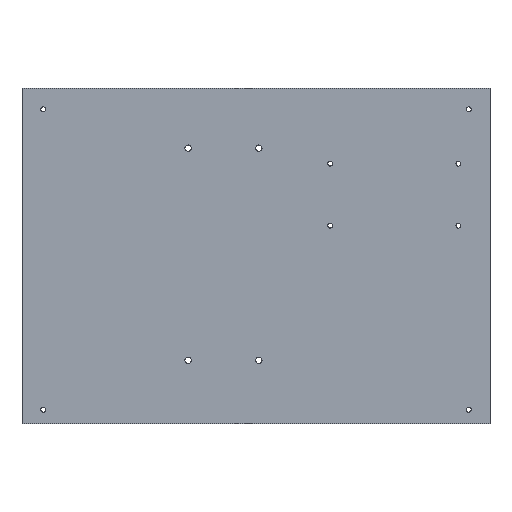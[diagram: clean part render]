
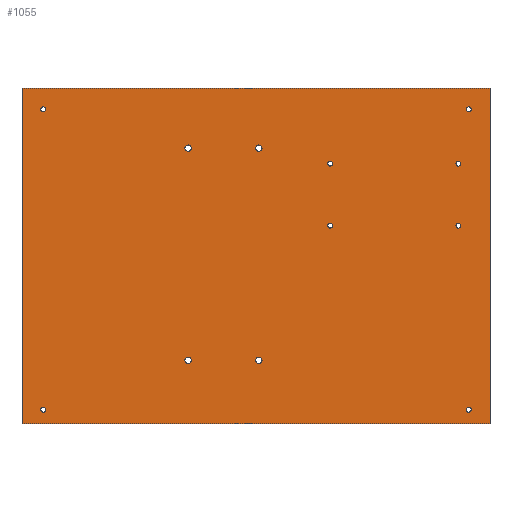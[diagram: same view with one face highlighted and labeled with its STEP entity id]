
A CAD part, top view. The second image highlights one B-rep face of the part: STEP entity #1055.
In plain terms, the highlighted planar face has unit normal (0, 0, 1).
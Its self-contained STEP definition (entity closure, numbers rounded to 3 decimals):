
#121=CARTESIAN_POINT('',(54.161,65.258,12.5));
#122=VERTEX_POINT('',#121);
#123=CARTESIAN_POINT('',(52.461,65.258,12.5));
#124=DIRECTION('',(0.0,0.0,-1.0));
#125=DIRECTION('',(-1.0,0.0,0.0));
#126=AXIS2_PLACEMENT_3D('',#123,#124,#125);
#127=CIRCLE('',#126,1.7);
#128=EDGE_CURVE('',#122,#122,#127,.T.);
#189=CARTESIAN_POINT('',(144.839,65.258,12.5));
#190=VERTEX_POINT('',#189);
#191=CARTESIAN_POINT('',(143.139,65.258,12.5));
#192=DIRECTION('',(0.0,0.0,-1.0));
#193=DIRECTION('',(-1.0,0.0,0.0));
#194=AXIS2_PLACEMENT_3D('',#191,#192,#193);
#195=CIRCLE('',#194,1.7);
#196=EDGE_CURVE('',#190,#190,#195,.T.);
#257=CARTESIAN_POINT('',(144.839,21.443,12.5));
#258=VERTEX_POINT('',#257);
#259=CARTESIAN_POINT('',(143.139,21.443,12.5));
#260=DIRECTION('',(0.0,0.0,-1.0));
#261=DIRECTION('',(-1.0,0.0,0.0));
#262=AXIS2_PLACEMENT_3D('',#259,#260,#261);
#263=CIRCLE('',#262,1.7);
#264=EDGE_CURVE('',#258,#258,#263,.T.);
#325=CARTESIAN_POINT('',(54.161,21.443,12.5));
#326=VERTEX_POINT('',#325);
#327=CARTESIAN_POINT('',(52.461,21.443,12.5));
#328=DIRECTION('',(0.0,0.0,-1.0));
#329=DIRECTION('',(-1.0,0.0,0.0));
#330=AXIS2_PLACEMENT_3D('',#327,#328,#329);
#331=CIRCLE('',#330,1.7);
#332=EDGE_CURVE('',#326,#326,#331,.T.);
#393=CARTESIAN_POINT('',(-45.75,76.25,12.5));
#394=VERTEX_POINT('',#393);
#395=CARTESIAN_POINT('',(-48.,76.25,12.5));
#396=DIRECTION('',(0.0,0.0,-1.0));
#397=DIRECTION('',(-1.0,0.0,0.0));
#398=AXIS2_PLACEMENT_3D('',#395,#396,#397);
#399=CIRCLE('',#398,2.25);
#400=EDGE_CURVE('',#394,#394,#399,.T.);
#461=CARTESIAN_POINT('',(-45.75,-73.75,12.5));
#462=VERTEX_POINT('',#461);
#463=CARTESIAN_POINT('',(-48.,-73.75,12.5));
#464=DIRECTION('',(0.0,0.0,-1.0));
#465=DIRECTION('',(-1.0,0.0,0.0));
#466=AXIS2_PLACEMENT_3D('',#463,#464,#465);
#467=CIRCLE('',#466,2.25);
#468=EDGE_CURVE('',#462,#462,#467,.T.);
#529=CARTESIAN_POINT('',(4.25,-73.75,12.5));
#530=VERTEX_POINT('',#529);
#531=CARTESIAN_POINT('',(2.,-73.75,12.5));
#532=DIRECTION('',(0.0,0.0,-1.0));
#533=DIRECTION('',(-1.0,0.0,0.0));
#534=AXIS2_PLACEMENT_3D('',#531,#532,#533);
#535=CIRCLE('',#534,2.25);
#536=EDGE_CURVE('',#530,#530,#535,.T.);
#597=CARTESIAN_POINT('',(4.25,76.25,12.5));
#598=VERTEX_POINT('',#597);
#599=CARTESIAN_POINT('',(2.,76.25,12.5));
#600=DIRECTION('',(0.0,0.0,-1.0));
#601=DIRECTION('',(-1.0,0.0,0.0));
#602=AXIS2_PLACEMENT_3D('',#599,#600,#601);
#603=CIRCLE('',#602,2.25);
#604=EDGE_CURVE('',#598,#598,#603,.T.);
#665=CARTESIAN_POINT('',(-148.8,-108.75,12.5));
#666=VERTEX_POINT('',#665);
#667=CARTESIAN_POINT('',(-150.5,-108.75,12.5));
#668=DIRECTION('',(0.0,0.0,-1.0));
#669=DIRECTION('',(-1.0,0.0,0.0));
#670=AXIS2_PLACEMENT_3D('',#667,#668,#669);
#671=CIRCLE('',#670,1.7);
#672=EDGE_CURVE('',#666,#666,#671,.T.);
#733=CARTESIAN_POINT('',(152.2,103.75,12.5));
#734=VERTEX_POINT('',#733);
#735=CARTESIAN_POINT('',(150.5,103.75,12.5));
#736=DIRECTION('',(0.0,0.0,-1.0));
#737=DIRECTION('',(-1.0,0.0,0.0));
#738=AXIS2_PLACEMENT_3D('',#735,#736,#737);
#739=CIRCLE('',#738,1.7);
#740=EDGE_CURVE('',#734,#734,#739,.T.);
#801=CARTESIAN_POINT('',(152.2,-108.75,12.5));
#802=VERTEX_POINT('',#801);
#803=CARTESIAN_POINT('',(150.5,-108.75,12.5));
#804=DIRECTION('',(0.0,0.0,-1.0));
#805=DIRECTION('',(-1.0,0.0,0.0));
#806=AXIS2_PLACEMENT_3D('',#803,#804,#805);
#807=CIRCLE('',#806,1.7);
#808=EDGE_CURVE('',#802,#802,#807,.T.);
#869=CARTESIAN_POINT('',(-148.8,103.75,12.5));
#870=VERTEX_POINT('',#869);
#871=CARTESIAN_POINT('',(-150.5,103.75,12.5));
#872=DIRECTION('',(0.0,0.0,-1.0));
#873=DIRECTION('',(-1.0,0.0,0.0));
#874=AXIS2_PLACEMENT_3D('',#871,#872,#873);
#875=CIRCLE('',#874,1.7);
#876=EDGE_CURVE('',#870,#870,#875,.T.);
#899=CARTESIAN_POINT('',(165.5,118.75,12.5));
#900=VERTEX_POINT('',#899);
#907=CARTESIAN_POINT('',(165.5,-118.75,12.5));
#908=VERTEX_POINT('',#907);
#909=CARTESIAN_POINT('',(165.5,-118.75,12.5));
#910=DIRECTION('',(0.0,1.0,0.0));
#911=VECTOR('',#910,237.5);
#912=LINE('',#909,#911);
#913=EDGE_CURVE('',#908,#900,#912,.T.);
#938=CARTESIAN_POINT('',(-165.5,-118.75,12.5));
#939=VERTEX_POINT('',#938);
#940=CARTESIAN_POINT('',(-165.5,-118.75,12.5));
#941=DIRECTION('',(1.0,0.0,0.0));
#942=VECTOR('',#941,331.0);
#943=LINE('',#940,#942);
#944=EDGE_CURVE('',#939,#908,#943,.T.);
#969=CARTESIAN_POINT('',(-165.5,118.75,12.5));
#970=VERTEX_POINT('',#969);
#971=CARTESIAN_POINT('',(-165.5,118.75,12.5));
#972=DIRECTION('',(0.0,-1.0,0.0));
#973=VECTOR('',#972,237.5);
#974=LINE('',#971,#973);
#975=EDGE_CURVE('',#970,#939,#974,.T.);
#998=CARTESIAN_POINT('',(165.5,118.75,12.5));
#999=DIRECTION('',(-1.0,0.0,0.0));
#1000=VECTOR('',#999,331.0);
#1001=LINE('',#998,#1000);
#1002=EDGE_CURVE('',#900,#970,#1001,.T.);
#1008=CARTESIAN_POINT('',(0.0,0.,12.5));
#1009=DIRECTION('',(0.0,0.0,1.0));
#1010=DIRECTION('',(1.0,0.0,0.0));
#1011=AXIS2_PLACEMENT_3D('',#1008,#1009,#1010);
#1012=PLANE('',#1011);
#1013=ORIENTED_EDGE('',*,*,#1002,.T.);
#1014=ORIENTED_EDGE('',*,*,#975,.T.);
#1015=ORIENTED_EDGE('',*,*,#944,.T.);
#1016=ORIENTED_EDGE('',*,*,#913,.T.);
#1017=EDGE_LOOP('',(#1013,#1014,#1015,#1016));
#1018=FACE_OUTER_BOUND('',#1017,.T.);
#1019=ORIENTED_EDGE('',*,*,#128,.T.);
#1020=EDGE_LOOP('',(#1019));
#1021=FACE_BOUND('',#1020,.T.);
#1022=ORIENTED_EDGE('',*,*,#196,.T.);
#1023=EDGE_LOOP('',(#1022));
#1024=FACE_BOUND('',#1023,.T.);
#1025=ORIENTED_EDGE('',*,*,#264,.T.);
#1026=EDGE_LOOP('',(#1025));
#1027=FACE_BOUND('',#1026,.T.);
#1028=ORIENTED_EDGE('',*,*,#332,.T.);
#1029=EDGE_LOOP('',(#1028));
#1030=FACE_BOUND('',#1029,.T.);
#1031=ORIENTED_EDGE('',*,*,#400,.T.);
#1032=EDGE_LOOP('',(#1031));
#1033=FACE_BOUND('',#1032,.T.);
#1034=ORIENTED_EDGE('',*,*,#468,.T.);
#1035=EDGE_LOOP('',(#1034));
#1036=FACE_BOUND('',#1035,.T.);
#1037=ORIENTED_EDGE('',*,*,#536,.T.);
#1038=EDGE_LOOP('',(#1037));
#1039=FACE_BOUND('',#1038,.T.);
#1040=ORIENTED_EDGE('',*,*,#604,.T.);
#1041=EDGE_LOOP('',(#1040));
#1042=FACE_BOUND('',#1041,.T.);
#1043=ORIENTED_EDGE('',*,*,#672,.T.);
#1044=EDGE_LOOP('',(#1043));
#1045=FACE_BOUND('',#1044,.T.);
#1046=ORIENTED_EDGE('',*,*,#740,.T.);
#1047=EDGE_LOOP('',(#1046));
#1048=FACE_BOUND('',#1047,.T.);
#1049=ORIENTED_EDGE('',*,*,#808,.T.);
#1050=EDGE_LOOP('',(#1049));
#1051=FACE_BOUND('',#1050,.T.);
#1052=ORIENTED_EDGE('',*,*,#876,.T.);
#1053=EDGE_LOOP('',(#1052));
#1054=FACE_BOUND('',#1053,.T.);
#1055=ADVANCED_FACE('',(#1018,#1021,#1024,#1027,#1030,#1033,#1036,#1039,#1042,#1045,#1048,#1051,#1054),#1012,.T.);
